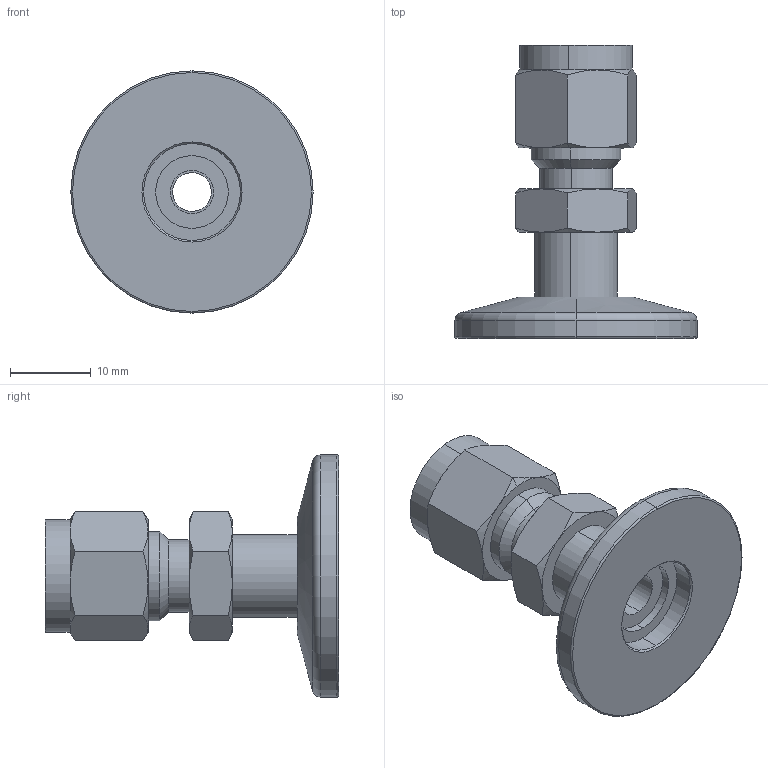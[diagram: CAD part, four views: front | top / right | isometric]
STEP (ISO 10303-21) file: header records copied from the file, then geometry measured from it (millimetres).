
FILE_DESCRIPTION (( 'STEP AP214' ), '1' );
FILE_NAME ('KF10-TF6.STEP', '2017-10-05T13:52:21', ( 'Gebruiker' ), ( '' ), 'SwSTEP 2.0', 'SolidWorks 2017', '' );
FILE_SCHEMA (( 'AUTOMOTIVE_DESIGN' ));
Length unit declared in the file: millimetre
Products named in the file (3): SS_6M0_1_2W-6mm; KF10WS-All_KF10-10,3; KF10-TF6
Assembly tree (2 placements, depth 2):
  KF10-TF6
    KF10WS-All_KF10-10,3
    SS_6M0_1_2W-6mm
Bounding box: 30 x 36.3 x 30 mm (x, y, z)
Volume: 5874 mm3; surface area: 4091.5 mm2
Topology: 2 solids, 2 shells, 82 faces, 173 edges, 102 vertices
Faces by surface type: cone 33, plane 23, cylinder 22, torus 4
Entity records: 2441 total; most frequent: CARTESIAN_POINT 602, DIRECTION 381, ORIENTED_EDGE 346, EDGE_CURVE 173, AXIS2_PLACEMENT_3D 169, VERTEX_POINT 102, EDGE_LOOP 93, FACE_OUTER_BOUND 82
